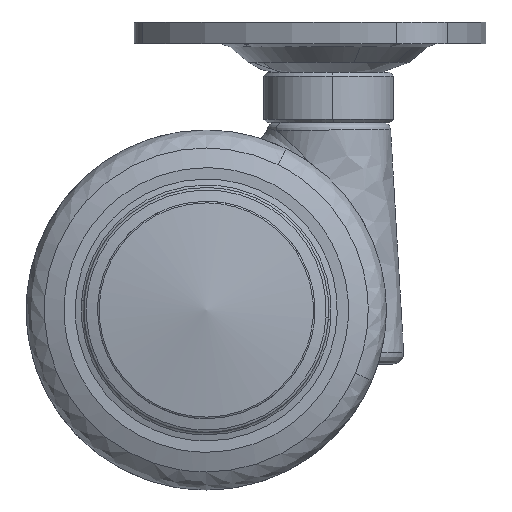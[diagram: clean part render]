
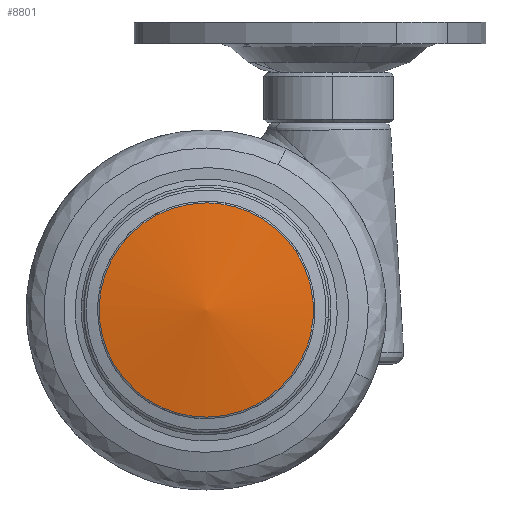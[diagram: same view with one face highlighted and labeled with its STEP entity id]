
A CAD part, front view. The second image highlights one B-rep face of the part: STEP entity #8801.
In plain terms, the highlighted free-form (B-spline) face has degree [2, 2] with [4, 4] control points.
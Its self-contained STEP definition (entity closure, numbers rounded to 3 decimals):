
#6902=CARTESIAN_POINT('',(-5.987,-22.56,-13.619));
#6903=VERTEX_POINT('',#6902);
#6917=CARTESIAN_POINT('',(0.0,-22.56,14.877));
#6918=VERTEX_POINT('',#6917);
#6919=CARTESIAN_POINT('',(0.0,-22.56,14.877));
#6920=CARTESIAN_POINT('',(-14.877,-22.56,14.877));
#6921=CARTESIAN_POINT('',(-14.877,-22.56,0.));
#6922=CARTESIAN_POINT('',(-14.877,-22.56,-9.711));
#6923=CARTESIAN_POINT('',(-5.987,-22.56,-13.619));
#6931=(BOUNDED_CURVE()B_SPLINE_CURVE(2,(#6919,#6920,#6921,#6922,#6923),.UNSPECIFIED.,.F.,.U.)B_SPLINE_CURVE_WITH_KNOTS((3,2,3),(0.0,0.25,0.432),.UNSPECIFIED.)CURVE()GEOMETRIC_REPRESENTATION_ITEM()RATIONAL_B_SPLINE_CURVE((1.0,0.707,1.0,0.787,0.884))REPRESENTATION_ITEM(''));
#6932=EDGE_CURVE('',#6918,#6903,#6931,.T.);
#6934=CARTESIAN_POINT('',(14.455,-22.56,-3.518));
#6935=VERTEX_POINT('',#6934);
#6936=CARTESIAN_POINT('',(14.455,-22.56,-3.518));
#6937=CARTESIAN_POINT('',(14.877,-22.56,-1.785));
#6938=CARTESIAN_POINT('',(14.877,-22.56,0.));
#6939=CARTESIAN_POINT('',(14.877,-22.56,14.877));
#6940=CARTESIAN_POINT('',(0.0,-22.56,14.877));
#6948=(BOUNDED_CURVE()B_SPLINE_CURVE(2,(#6936,#6937,#6938,#6939,#6940),.UNSPECIFIED.,.F.,.U.)B_SPLINE_CURVE_WITH_KNOTS((3,2,3),(0.71,0.75,1.0),.UNSPECIFIED.)CURVE()GEOMETRIC_REPRESENTATION_ITEM()RATIONAL_B_SPLINE_CURVE((0.921,0.953,1.0,0.707,1.0))REPRESENTATION_ITEM(''));
#6949=EDGE_CURVE('',#6935,#6918,#6948,.T.);
#6994=CARTESIAN_POINT('',(0.0,-22.56,-14.877));
#6995=VERTEX_POINT('',#6994);
#6996=CARTESIAN_POINT('',(0.0,-22.56,-14.877));
#6997=CARTESIAN_POINT('',(11.69,-22.56,-14.877));
#6998=CARTESIAN_POINT('',(14.455,-22.56,-3.518));
#7006=(BOUNDED_CURVE()B_SPLINE_CURVE(2,(#6996,#6997,#6998),.UNSPECIFIED.,.F.,.U.)B_SPLINE_CURVE_WITH_KNOTS((3,3),(0.5,0.71),.UNSPECIFIED.)CURVE()GEOMETRIC_REPRESENTATION_ITEM()RATIONAL_B_SPLINE_CURVE((1.0,0.754,0.921))REPRESENTATION_ITEM(''));
#7007=EDGE_CURVE('',#6995,#6935,#7006,.T.);
#7009=CARTESIAN_POINT('',(-5.987,-22.56,-13.619));
#7010=CARTESIAN_POINT('',(-3.126,-22.56,-14.877));
#7011=CARTESIAN_POINT('',(0.0,-22.56,-14.877));
#7019=(BOUNDED_CURVE()B_SPLINE_CURVE(2,(#7009,#7010,#7011),.UNSPECIFIED.,.F.,.U.)B_SPLINE_CURVE_WITH_KNOTS((3,3),(0.432,0.5),.UNSPECIFIED.)CURVE()GEOMETRIC_REPRESENTATION_ITEM()RATIONAL_B_SPLINE_CURVE((0.884,0.92,1.0))REPRESENTATION_ITEM(''));
#7020=EDGE_CURVE('',#6903,#6995,#7019,.T.);
#8771=CARTESIAN_POINT('',(-15.979,-19.915,-15.984));
#8772=CARTESIAN_POINT('',(-8.15,-22.161,-16.306));
#8773=CARTESIAN_POINT('',(8.153,-22.161,-16.306));
#8774=CARTESIAN_POINT('',(15.983,-19.914,-15.984));
#8775=CARTESIAN_POINT('',(-16.301,-22.162,-8.153));
#8776=CARTESIAN_POINT('',(-8.318,-24.5,-8.321));
#8777=CARTESIAN_POINT('',(8.321,-24.5,-8.321));
#8778=CARTESIAN_POINT('',(16.306,-22.161,-8.153));
#8779=CARTESIAN_POINT('',(-16.301,-22.162,8.153));
#8780=CARTESIAN_POINT('',(-8.318,-24.5,8.321));
#8781=CARTESIAN_POINT('',(8.321,-24.5,8.321));
#8782=CARTESIAN_POINT('',(16.306,-22.161,8.153));
#8783=CARTESIAN_POINT('',(-15.979,-19.915,15.984));
#8784=CARTESIAN_POINT('',(-8.15,-22.161,16.306));
#8785=CARTESIAN_POINT('',(8.153,-22.161,16.306));
#8786=CARTESIAN_POINT('',(15.983,-19.914,15.984));
#8794=(BOUNDED_SURFACE()B_SPLINE_SURFACE(2,2,((#8771,#8775,#8779,#8783),(#8772,#8776,#8780,#8784),(#8773,#8777,#8781,#8785),(#8774,#8778,#8782,#8786)),.UNSPECIFIED.,.F.,.F.,.U.)B_SPLINE_SURFACE_WITH_KNOTS((3,1,3),(3,1,3),(13.137,29.228,45.323),(13.132,29.228,45.323),.UNSPECIFIED.)GEOMETRIC_REPRESENTATION_ITEM()RATIONAL_B_SPLINE_SURFACE(((1.041,1.021,1.021,1.041),(1.021,1.0,1.0,1.021),(1.021,1.0,1.0,1.021),(1.041,1.021,1.021,1.041)))REPRESENTATION_ITEM('')SURFACE());
#8795=ORIENTED_EDGE('',*,*,#6932,.T.);
#8796=ORIENTED_EDGE('',*,*,#7020,.T.);
#8797=ORIENTED_EDGE('',*,*,#7007,.T.);
#8798=ORIENTED_EDGE('',*,*,#6949,.T.);
#8799=EDGE_LOOP('',(#8795,#8796,#8797,#8798));
#8800=FACE_OUTER_BOUND('',#8799,.T.);
#8801=ADVANCED_FACE('',(#8800),#8794,.T.);
